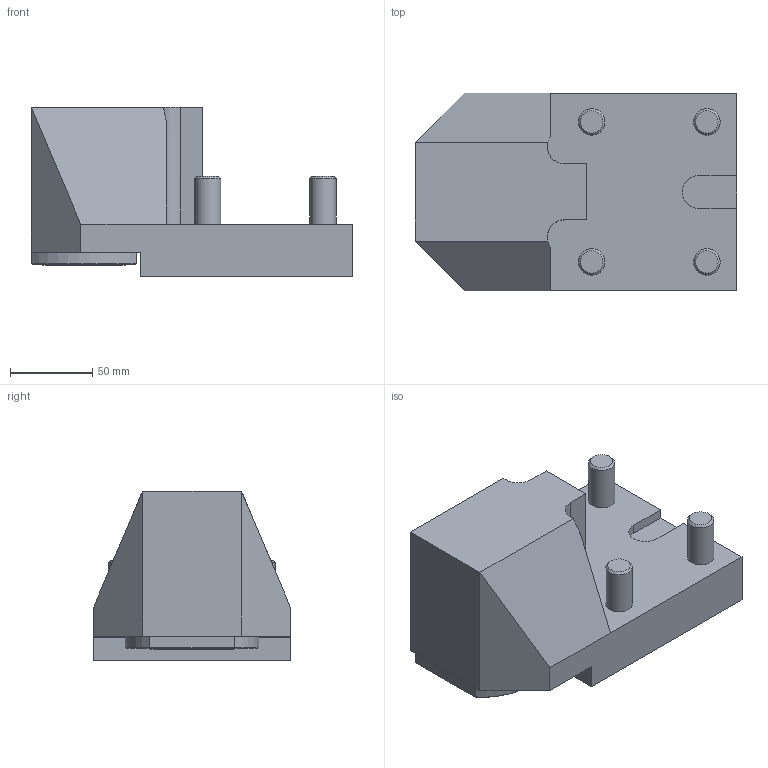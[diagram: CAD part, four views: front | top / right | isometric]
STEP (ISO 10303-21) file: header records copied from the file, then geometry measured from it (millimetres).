
FILE_DESCRIPTION(/* description */ (''),/* implementation_level */ '2;1');
FILE_NAME(/* name */ '1597067076015.stp',/* time_stamp */ '2020-08-10T15:44:42+02:00',/* author */ (''),/* organization */ ('SMS'),/* preprocessor_version */ 'ST-DEVELOPER v16.7',/* originating_system */ 'SIEMENS PLM Software NX 12.0',/* authorisation */ '');
FILE_SCHEMA (('AUTOMOTIVE_DESIGN { 1 0 10303 214 3 1 1 1 }'));
Length unit declared in the file: millimetre
Products named in the file (1): 201697556mod000_01
Bounding box: 195 x 120 x 103 mm (x, y, z)
Volume: 1197040.4 mm3; surface area: 96392.8 mm2
Topology: 1 solids, 1 shells, 57 faces, 134 edges, 90 vertices
Faces by surface type: plane 33, cylinder 12, cone 12
Full cylindrical faces by diameter (mm): 3 x1, 16 x4, 50 x1
Entity records: 1668 total; most frequent: CARTESIAN_POINT 322, DIRECTION 287, ORIENTED_EDGE 238, EDGE_CURVE 119, AXIS2_PLACEMENT_3D 108, VERTEX_POINT 82, EDGE_LOOP 75, LINE 71
